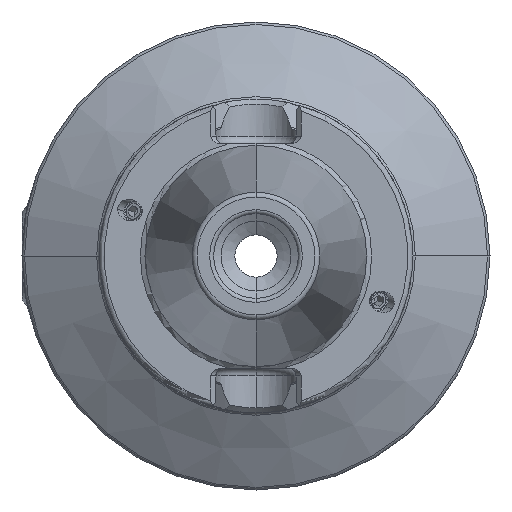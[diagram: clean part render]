
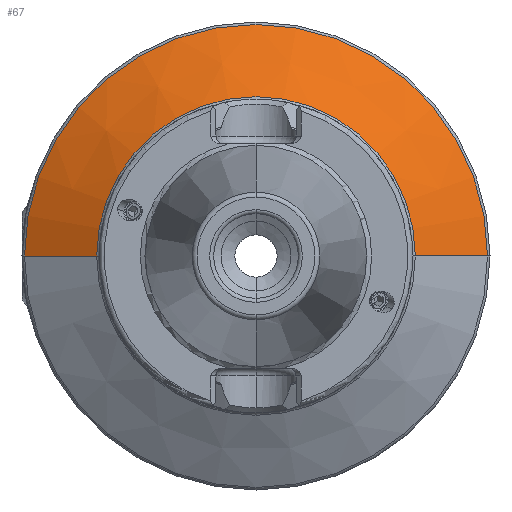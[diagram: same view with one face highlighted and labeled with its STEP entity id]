
A CAD part, left-side view. The second image highlights one B-rep face of the part: STEP entity #67.
In plain terms, the highlighted conical face has half-angle 60 degrees and reference radius 46.5 mm.
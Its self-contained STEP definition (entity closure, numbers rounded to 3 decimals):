
#67 = ADVANCED_FACE ( 'NONE', ( #4518 ), #1297, .T. ) ;
#108 = VERTEX_POINT ( 'NONE', #7116 ) ;
#111 = CARTESIAN_POINT ( 'NONE',  ( 35.66, 46.5, 0. ) ) ;
#237 = DIRECTION ( 'NONE',  ( 0.5, 0.866, 0. ) ) ;
#610 = CIRCLE ( 'NONE', #7309, 32. ) ;
#1297 = CONICAL_SURFACE ( 'NONE', #4548, 46.5, 1.047 ) ;
#1358 = CARTESIAN_POINT ( 'NONE',  ( 27.289, 0., 0. ) ) ;
#1404 = VECTOR ( 'NONE', #6585, 1000. ) ;
#1752 = ORIENTED_EDGE ( 'NONE', *, *, #2606, .T. ) ;
#1856 = EDGE_CURVE ( 'NONE', #6004, #108, #5306, .T. ) ;
#1928 = DIRECTION ( 'NONE',  ( 0., 1., 0. ) ) ;
#2080 = VECTOR ( 'NONE', #237, 1000. ) ;
#2475 = CARTESIAN_POINT ( 'NONE',  ( 35.66, 0., 0. ) ) ;
#2606 = EDGE_CURVE ( 'NONE', #4029, #2755, #4079, .T. ) ;
#2658 = CARTESIAN_POINT ( 'NONE',  ( 27.289, -32., 0. ) ) ;
#2755 = VERTEX_POINT ( 'NONE', #7347 ) ;
#2918 = ORIENTED_EDGE ( 'NONE', *, *, #4543, .F. ) ;
#2996 = EDGE_CURVE ( 'NONE', #6004, #4029, #610, .T. ) ;
#3039 = DIRECTION ( 'NONE',  ( 0., 1., 0. ) ) ;
#3141 = CARTESIAN_POINT ( 'NONE',  ( 35.66, -46.5, 0. ) ) ;
#3649 = AXIS2_PLACEMENT_3D ( 'NONE', #2475, #6464, #3039 ) ;
#3868 = CIRCLE ( 'NONE', #3649, 46.5 ) ;
#3883 = DIRECTION ( 'NONE',  ( 0., 1., 0. ) ) ;
#3957 = DIRECTION ( 'NONE',  ( 1., 0., 0. ) ) ;
#4029 = VERTEX_POINT ( 'NONE', #2658 ) ;
#4079 = LINE ( 'NONE', #3141, #1404 ) ;
#4146 = ORIENTED_EDGE ( 'NONE', *, *, #1856, .F. ) ;
#4518 = FACE_OUTER_BOUND ( 'NONE', #4936, .T. ) ;
#4543 = EDGE_CURVE ( 'NONE', #108, #2755, #3868, .T. ) ;
#4548 = AXIS2_PLACEMENT_3D ( 'NONE', #6294, #3957, #3883 ) ;
#4687 = CARTESIAN_POINT ( 'NONE',  ( 27.289, 32., 0. ) ) ;
#4936 = EDGE_LOOP ( 'NONE', ( #6314, #1752, #2918, #4146 ) ) ;
#5306 = LINE ( 'NONE', #111, #2080 ) ;
#5345 = DIRECTION ( 'NONE',  ( 1., 0., 0. ) ) ;
#6004 = VERTEX_POINT ( 'NONE', #4687 ) ;
#6294 = CARTESIAN_POINT ( 'NONE',  ( 35.66, 0., 0. ) ) ;
#6314 = ORIENTED_EDGE ( 'NONE', *, *, #2996, .T. ) ;
#6464 = DIRECTION ( 'NONE',  ( 1., 0., 0. ) ) ;
#6585 = DIRECTION ( 'NONE',  ( 0.5, -0.866, 0. ) ) ;
#7116 = CARTESIAN_POINT ( 'NONE',  ( 35.66, 46.5, 0. ) ) ;
#7309 = AXIS2_PLACEMENT_3D ( 'NONE', #1358, #5345, #1928 ) ;
#7347 = CARTESIAN_POINT ( 'NONE',  ( 35.66, -46.5, 0. ) ) ;
